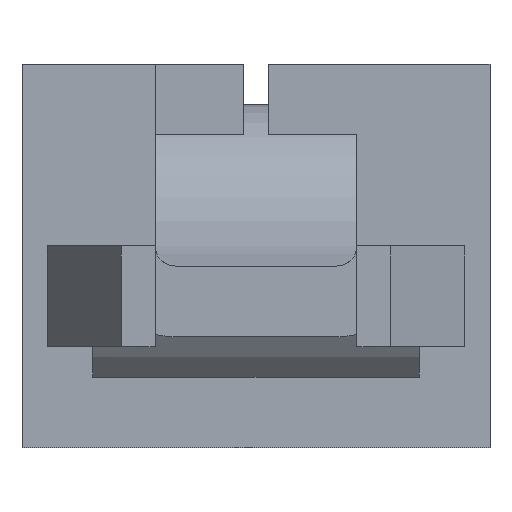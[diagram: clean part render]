
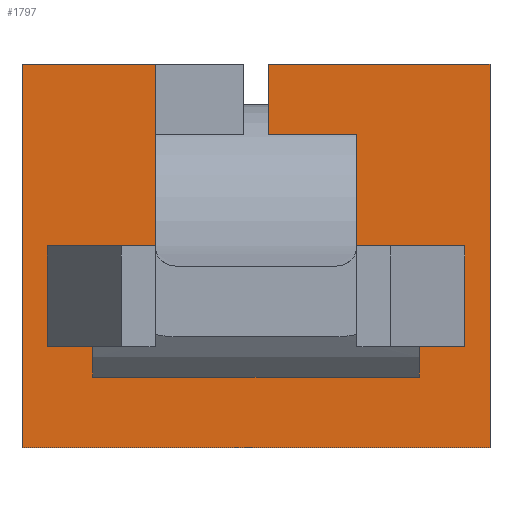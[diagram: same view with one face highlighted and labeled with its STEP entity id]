
A CAD part, front view. The second image highlights one B-rep face of the part: STEP entity #1797.
In plain terms, the highlighted planar face has unit normal (0, -1, 0).
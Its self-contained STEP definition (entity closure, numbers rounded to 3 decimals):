
#37 = ORIENTED_EDGE ( 'NONE', *, *, #724, .T. ) ;
#39 = CARTESIAN_POINT ( 'NONE',  ( 25.726, -66.076, 14.892 ) ) ;
#42 = DIRECTION ( 'NONE',  ( -1., 0., 0. ) ) ;
#66 = CARTESIAN_POINT ( 'NONE',  ( 20.226, -66.076, 13.142 ) ) ;
#79 = EDGE_CURVE ( 'NONE', #864, #712, #1549, .T. ) ;
#88 = DIRECTION ( 'NONE',  ( 1., 0., 0. ) ) ;
#99 = CARTESIAN_POINT ( 'NONE',  ( 20.226, -66.076, 13.142 ) ) ;
#103 = CARTESIAN_POINT ( 'NONE',  ( 17.426, -66.076, 0. ) ) ;
#121 = DIRECTION ( 'NONE',  ( -1., 0., 0. ) ) ;
#156 = CARTESIAN_POINT ( 'NONE',  ( 20.226, -66.076, 14.892 ) ) ;
#167 = PLANE ( 'NONE',  #238 ) ;
#204 = CARTESIAN_POINT ( 'NONE',  ( 0., -66.076, 10.392 ) ) ;
#221 = LINE ( 'NONE', #641, #1171 ) ;
#234 = VERTEX_POINT ( 'NONE', #2040 ) ;
#238 = AXIS2_PLACEMENT_3D ( 'NONE', #801, #1237, #1638 ) ;
#259 = CARTESIAN_POINT ( 'NONE',  ( 0., -66.076, 10.392 ) ) ;
#268 = VECTOR ( 'NONE', #2247, 1000. ) ;
#279 = CARTESIAN_POINT ( 'NONE',  ( 25.726, -66.076, 14.892 ) ) ;
#306 = ORIENTED_EDGE ( 'NONE', *, *, #2394, .F. ) ;
#312 = CARTESIAN_POINT ( 'NONE',  ( 0., -66.076, 7.892 ) ) ;
#316 = EDGE_LOOP ( 'NONE', ( #590, #1823, #924, #2595, #1819, #2283, #656, #306, #2460, #37, #1683, #2091, #2287, #2422, #1472, #394, #2068, #1210 ) ) ;
#343 = CARTESIAN_POINT ( 'NONE',  ( 15.876, -66.076, 7.892 ) ) ;
#356 = LINE ( 'NONE', #39, #1611 ) ;
#393 = EDGE_CURVE ( 'NONE', #234, #1501, #1007, .T. ) ;
#394 = ORIENTED_EDGE ( 'NONE', *, *, #974, .F. ) ;
#410 = VECTOR ( 'NONE', #2400, 1000. ) ;
#416 = EDGE_CURVE ( 'NONE', #2559, #2242, #2197, .T. ) ;
#473 = CARTESIAN_POINT ( 'NONE',  ( 25.726, -66.076, 5.392 ) ) ;
#476 = EDGE_CURVE ( 'NONE', #1363, #1484, #1314, .T. ) ;
#498 = DIRECTION ( 'NONE',  ( 0., 0., 1. ) ) ;
#514 = CARTESIAN_POINT ( 'NONE',  ( 14.126, -66.076, 5.392 ) ) ;
#524 = CARTESIAN_POINT ( 'NONE',  ( 15.746, -66.076, 7.892 ) ) ;
#590 = ORIENTED_EDGE ( 'NONE', *, *, #476, .T. ) ;
#641 = CARTESIAN_POINT ( 'NONE',  ( 23.976, -66.076, 10.142 ) ) ;
#656 = ORIENTED_EDGE ( 'NONE', *, *, #2083, .T. ) ;
#704 = CARTESIAN_POINT ( 'NONE',  ( 23.976, -66.076, 7.892 ) ) ;
#712 = VERTEX_POINT ( 'NONE', #1998 ) ;
#724 = EDGE_CURVE ( 'NONE', #1138, #1178, #1912, .T. ) ;
#735 = CARTESIAN_POINT ( 'NONE',  ( 0., -66.076, 7.892 ) ) ;
#745 = CARTESIAN_POINT ( 'NONE',  ( 25.726, -66.076, 7.142 ) ) ;
#793 = VECTOR ( 'NONE', #1315, 1000. ) ;
#801 = CARTESIAN_POINT ( 'NONE',  ( 25.726, -66.076, 5.392 ) ) ;
#812 = CARTESIAN_POINT ( 'NONE',  ( 17.426, -66.076, 14.892 ) ) ;
#822 = FACE_OUTER_BOUND ( 'NONE', #316, .T. ) ;
#838 = DIRECTION ( 'NONE',  ( 0., 0., 1. ) ) ;
#844 = VECTOR ( 'NONE', #1704, 1000. ) ;
#852 = VERTEX_POINT ( 'NONE', #343 ) ;
#864 = VERTEX_POINT ( 'NONE', #704 ) ;
#865 = LINE ( 'NONE', #1756, #1536 ) ;
#909 = CARTESIAN_POINT ( 'NONE',  ( 25.726, -66.076, 5.392 ) ) ;
#919 = LINE ( 'NONE', #1587, #268 ) ;
#924 = ORIENTED_EDGE ( 'NONE', *, *, #79, .F. ) ;
#971 = CARTESIAN_POINT ( 'NONE',  ( 23.976, -66.076, 7.142 ) ) ;
#974 = EDGE_CURVE ( 'NONE', #1501, #1804, #2305, .T. ) ;
#988 = VERTEX_POINT ( 'NONE', #524 ) ;
#1007 = LINE ( 'NONE', #2063, #2027 ) ;
#1013 = VERTEX_POINT ( 'NONE', #1822 ) ;
#1083 = EDGE_CURVE ( 'NONE', #2559, #1013, #919, .T. ) ;
#1103 = DIRECTION ( 'NONE',  ( -1., 0., 0. ) ) ;
#1104 = VECTOR ( 'NONE', #121, 1000. ) ;
#1138 = VERTEX_POINT ( 'NONE', #1410 ) ;
#1171 = VECTOR ( 'NONE', #838, 1000. ) ;
#1172 = EDGE_CURVE ( 'NONE', #1484, #712, #1465, .T. ) ;
#1178 = VERTEX_POINT ( 'NONE', #812 ) ;
#1191 = CARTESIAN_POINT ( 'NONE',  ( 24.106, -66.076, 10.392 ) ) ;
#1210 = ORIENTED_EDGE ( 'NONE', *, *, #2138, .F. ) ;
#1237 = DIRECTION ( 'NONE',  ( 0., -1., 0. ) ) ;
#1314 = LINE ( 'NONE', #259, #1795 ) ;
#1315 = DIRECTION ( 'NONE',  ( 0., 0., -1. ) ) ;
#1331 = LINE ( 'NONE', #2504, #793 ) ;
#1347 = DIRECTION ( 'NONE',  ( -1., 0., 0. ) ) ;
#1357 = VECTOR ( 'NONE', #1347, 1000. ) ;
#1363 = VERTEX_POINT ( 'NONE', #1870 ) ;
#1367 = LINE ( 'NONE', #745, #1104 ) ;
#1386 = CARTESIAN_POINT ( 'NONE',  ( 25.726, -66.076, 14.892 ) ) ;
#1410 = CARTESIAN_POINT ( 'NONE',  ( 17.426, -66.076, 10.392 ) ) ;
#1412 = VECTOR ( 'NONE', #2623, 1000. ) ;
#1465 = LINE ( 'NONE', #1191, #1412 ) ;
#1472 = ORIENTED_EDGE ( 'NONE', *, *, #2115, .T. ) ;
#1473 = LINE ( 'NONE', #279, #2082 ) ;
#1484 = VERTEX_POINT ( 'NONE', #1911 ) ;
#1495 = CARTESIAN_POINT ( 'NONE',  ( 15.746, -66.076, 10.392 ) ) ;
#1501 = VERTEX_POINT ( 'NONE', #66 ) ;
#1536 = VECTOR ( 'NONE', #498, 1000. ) ;
#1539 = CARTESIAN_POINT ( 'NONE',  ( 15.876, -66.076, 7.142 ) ) ;
#1549 = LINE ( 'NONE', #312, #2290 ) ;
#1557 = VERTEX_POINT ( 'NONE', #1539 ) ;
#1587 = CARTESIAN_POINT ( 'NONE',  ( 25.726, -66.076, 5.392 ) ) ;
#1611 = VECTOR ( 'NONE', #1103, 1000. ) ;
#1638 = DIRECTION ( 'NONE',  ( 0., 0., -1. ) ) ;
#1653 = LINE ( 'NONE', #1910, #2294 ) ;
#1683 = ORIENTED_EDGE ( 'NONE', *, *, #1951, .T. ) ;
#1689 = VERTEX_POINT ( 'NONE', #971 ) ;
#1698 = VECTOR ( 'NONE', #1952, 1000. ) ;
#1704 = DIRECTION ( 'NONE',  ( 0., 0., 1. ) ) ;
#1756 = CARTESIAN_POINT ( 'NONE',  ( 22.426, -66.076, 0. ) ) ;
#1795 = VECTOR ( 'NONE', #2122, 1000. ) ;
#1797 = ADVANCED_FACE ( 'NONE', ( #822 ), #167, .T. ) ;
#1804 = VERTEX_POINT ( 'NONE', #156 ) ;
#1819 = ORIENTED_EDGE ( 'NONE', *, *, #2264, .T. ) ;
#1822 = CARTESIAN_POINT ( 'NONE',  ( 14.126, -66.076, 5.392 ) ) ;
#1823 = ORIENTED_EDGE ( 'NONE', *, *, #1172, .T. ) ;
#1848 = EDGE_CURVE ( 'NONE', #1138, #2425, #2523, .T. ) ;
#1861 = EDGE_CURVE ( 'NONE', #1689, #864, #221, .T. ) ;
#1870 = CARTESIAN_POINT ( 'NONE',  ( 22.426, -66.076, 10.392 ) ) ;
#1888 = LINE ( 'NONE', #735, #1357 ) ;
#1910 = CARTESIAN_POINT ( 'NONE',  ( 15.876, -66.076, 10.142 ) ) ;
#1911 = CARTESIAN_POINT ( 'NONE',  ( 24.106, -66.076, 10.392 ) ) ;
#1912 = LINE ( 'NONE', #103, #410 ) ;
#1951 = EDGE_CURVE ( 'NONE', #1178, #2331, #356, .T. ) ;
#1952 = DIRECTION ( 'NONE',  ( 0., 0., 1. ) ) ;
#1998 = CARTESIAN_POINT ( 'NONE',  ( 24.106, -66.076, 7.892 ) ) ;
#2027 = VECTOR ( 'NONE', #42, 1000. ) ;
#2040 = CARTESIAN_POINT ( 'NONE',  ( 22.426, -66.076, 13.142 ) ) ;
#2045 = EDGE_CURVE ( 'NONE', #1013, #2331, #2406, .T. ) ;
#2063 = CARTESIAN_POINT ( 'NONE',  ( 0., -66.076, 13.142 ) ) ;
#2068 = ORIENTED_EDGE ( 'NONE', *, *, #393, .F. ) ;
#2082 = VECTOR ( 'NONE', #2539, 1000. ) ;
#2083 = EDGE_CURVE ( 'NONE', #852, #988, #1888, .T. ) ;
#2091 = ORIENTED_EDGE ( 'NONE', *, *, #2045, .F. ) ;
#2115 = EDGE_CURVE ( 'NONE', #2242, #1804, #1473, .T. ) ;
#2120 = CARTESIAN_POINT ( 'NONE',  ( 14.126, -66.076, 14.892 ) ) ;
#2122 = DIRECTION ( 'NONE',  ( 1., 0., 0. ) ) ;
#2138 = EDGE_CURVE ( 'NONE', #1363, #234, #865, .T. ) ;
#2197 = LINE ( 'NONE', #473, #844 ) ;
#2242 = VERTEX_POINT ( 'NONE', #1386 ) ;
#2247 = DIRECTION ( 'NONE',  ( -1., 0., 0. ) ) ;
#2255 = VECTOR ( 'NONE', #2480, 1000. ) ;
#2264 = EDGE_CURVE ( 'NONE', #1689, #1557, #1367, .T. ) ;
#2283 = ORIENTED_EDGE ( 'NONE', *, *, #2464, .T. ) ;
#2287 = ORIENTED_EDGE ( 'NONE', *, *, #1083, .F. ) ;
#2290 = VECTOR ( 'NONE', #88, 1000. ) ;
#2294 = VECTOR ( 'NONE', #2316, 1000. ) ;
#2305 = LINE ( 'NONE', #99, #1698 ) ;
#2316 = DIRECTION ( 'NONE',  ( 0., 0., 1. ) ) ;
#2331 = VERTEX_POINT ( 'NONE', #2120 ) ;
#2342 = VECTOR ( 'NONE', #2570, 1000. ) ;
#2394 = EDGE_CURVE ( 'NONE', #2425, #988, #1331, .T. ) ;
#2400 = DIRECTION ( 'NONE',  ( 0., 0., 1. ) ) ;
#2406 = LINE ( 'NONE', #514, #2342 ) ;
#2422 = ORIENTED_EDGE ( 'NONE', *, *, #416, .T. ) ;
#2425 = VERTEX_POINT ( 'NONE', #1495 ) ;
#2460 = ORIENTED_EDGE ( 'NONE', *, *, #1848, .F. ) ;
#2464 = EDGE_CURVE ( 'NONE', #1557, #852, #1653, .T. ) ;
#2480 = DIRECTION ( 'NONE',  ( -1., 0., 0. ) ) ;
#2504 = CARTESIAN_POINT ( 'NONE',  ( 15.746, -66.076, 10.392 ) ) ;
#2523 = LINE ( 'NONE', #204, #2255 ) ;
#2539 = DIRECTION ( 'NONE',  ( -1., 0., 0. ) ) ;
#2559 = VERTEX_POINT ( 'NONE', #909 ) ;
#2570 = DIRECTION ( 'NONE',  ( 0., 0., 1. ) ) ;
#2595 = ORIENTED_EDGE ( 'NONE', *, *, #1861, .F. ) ;
#2623 = DIRECTION ( 'NONE',  ( 0., 0., -1. ) ) ;
